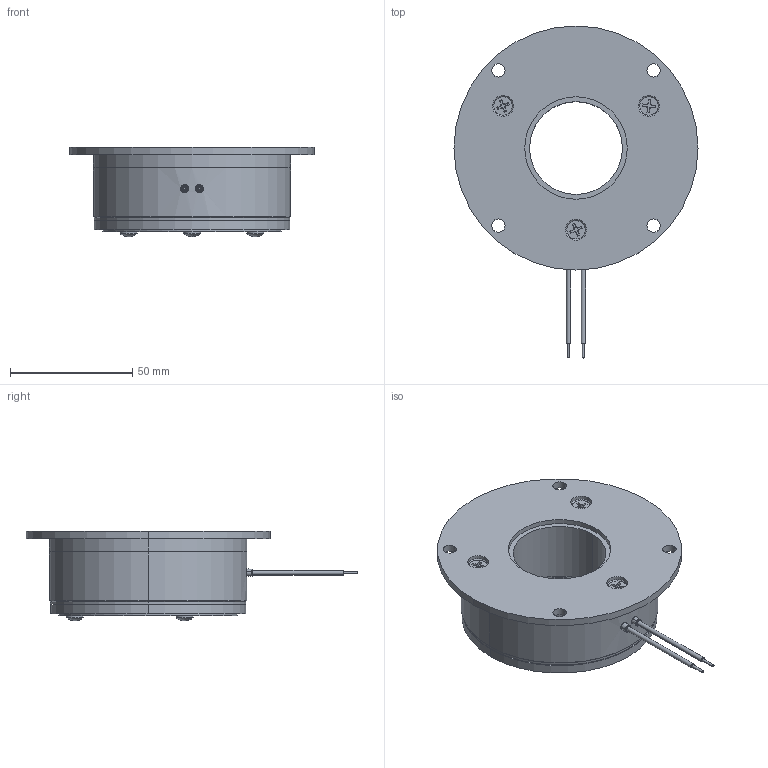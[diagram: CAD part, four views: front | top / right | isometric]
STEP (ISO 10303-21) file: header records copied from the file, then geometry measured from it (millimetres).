
FILE_DESCRIPTION (( 'STEP AP214' ), '1' );
FILE_NAME ('dr_bk_07P1-110_mu.STEP', '2024-05-27T07:29:56', ( '' ), ( '' ), 'SwSTEP 2.0', 'SolidWorks 2022', '' );
FILE_SCHEMA (( 'AUTOMOTIVE_DESIGN' ));
Length unit declared in the file: millimetre
Products named in the file (7): 10068969_000; 10069024_000; 10068805_000; 10068806_000_Einbaulänge 3mm; 10069026_000; dr_bk_07P1-110_mu; 10069025_000
Assembly tree (10 placements, depth 3):
  dr_bk_07P1-110_mu
    10068969_000
    10069025_000
      10069024_000
      10068805_000  x3
      10069026_000
      10068806_000_Einbaulänge 3mm  x3
Bounding box: 100 x 136 x 36.7 mm (x, y, z)
Volume: 140308.5 mm3; surface area: 39660.8 mm2
Topology: 11 solids, 11 shells, 271 faces, 624 edges, 390 vertices
Faces by surface type: cylinder 122, plane 69, cone 60, torus 14, sphere 6
Entity records: 8814 total; most frequent: CARTESIAN_POINT 1461, DIRECTION 1224, ORIENTED_EDGE 1036, EDGE_CURVE 518, AXIS2_PLACEMENT_3D 487, VERTEX_POINT 330, EDGE_LOOP 280, CIRCLE 252
